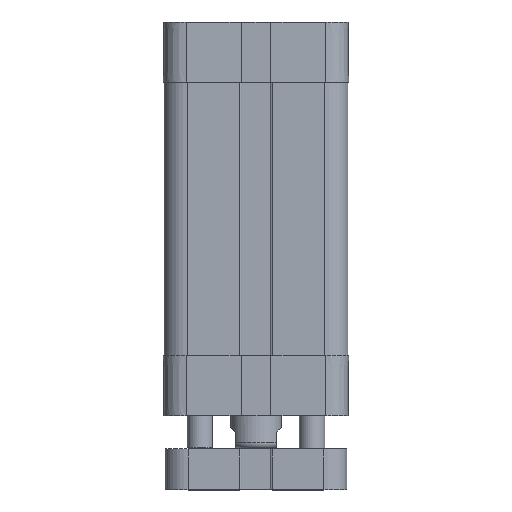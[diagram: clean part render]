
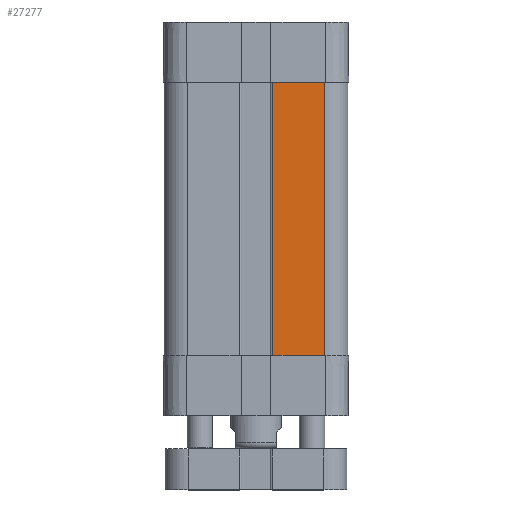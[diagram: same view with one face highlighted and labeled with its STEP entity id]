
A CAD part, top view. The second image highlights one B-rep face of the part: STEP entity #27277.
In plain terms, the highlighted planar face has unit normal (0, 0, 1).
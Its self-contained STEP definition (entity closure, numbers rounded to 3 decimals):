
#2539=LINE($,#52870,#4539);
#2601=LINE($,#53048,#4601);
#2602=LINE($,#53051,#4602);
#2603=LINE($,#53052,#4603);
#4539=VECTOR($,#32309,1.025);
#4601=VECTOR($,#32501,5.35);
#4602=VECTOR($,#32504,1.025);
#4603=VECTOR($,#32505,5.35);
#5227=PLANE($,#28433);
#7012=FACE_OUTER_BOUND($,#8709,.T.);
#8709=EDGE_LOOP($,(#24962,#24963,#24964,#24965));
#13360=VERTEX_POINT($,#52867);
#13361=VERTEX_POINT($,#52869);
#13412=VERTEX_POINT($,#53046);
#13413=VERTEX_POINT($,#53050);
#17234=EDGE_CURVE($,#13361,#13360,#2539,.T.);
#17323=EDGE_CURVE($,#13412,#13360,#2601,.T.);
#17324=EDGE_CURVE($,#13412,#13413,#2602,.T.);
#17325=EDGE_CURVE($,#13413,#13361,#2603,.T.);
#24962=ORIENTED_EDGE($,*,*,#17324,.T.);
#24963=ORIENTED_EDGE($,*,*,#17325,.T.);
#24964=ORIENTED_EDGE($,*,*,#17234,.T.);
#24965=ORIENTED_EDGE($,*,*,#17323,.F.);
#27277=ADVANCED_FACE($,(#7012),#5227,.T.);
#28433=AXIS2_PLACEMENT_3D($,#53049,#32502,#32503);
#32309=DIRECTION($,(1.,0.,0.));
#32501=DIRECTION($,(0.,-1.,0.));
#32502=DIRECTION('center_axis',(0.,0.,1.));
#32503=DIRECTION('ref_axis',(1.,0.,0.));
#32504=DIRECTION($,(-1.,0.,0.));
#32505=DIRECTION($,(0.,-1.,0.));
#52867=CARTESIAN_POINT('',(1.35,-5.35,1.8));
#52869=CARTESIAN_POINT('',(0.325,-5.35,1.8));
#52870=CARTESIAN_POINT($,(0.325,-5.35,1.8));
#53046=CARTESIAN_POINT('',(1.35,0.,1.8));
#53048=CARTESIAN_POINT($,(1.35,0.,1.8));
#53049=CARTESIAN_POINT('Origin',(1.35,-10.675,1.8));
#53050=CARTESIAN_POINT('',(0.325,0.,1.8));
#53051=CARTESIAN_POINT($,(1.35,0.,1.8));
#53052=CARTESIAN_POINT($,(0.325,0.,1.8));
